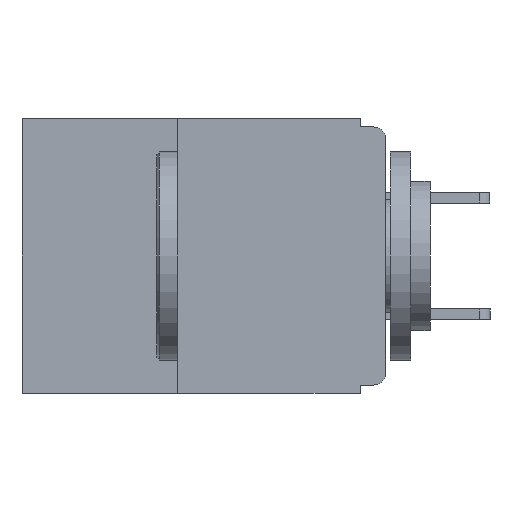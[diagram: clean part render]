
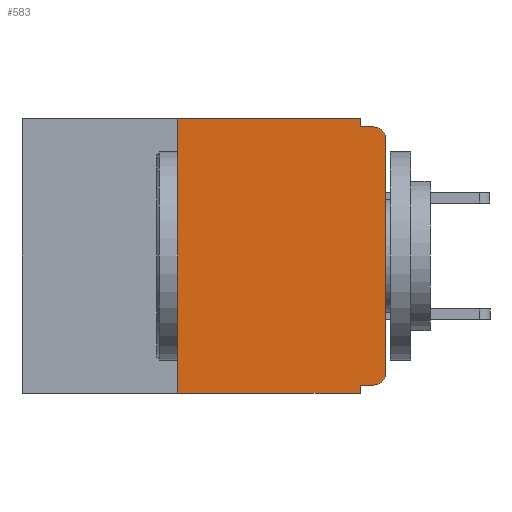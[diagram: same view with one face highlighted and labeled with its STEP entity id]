
A CAD part, left-side view. The second image highlights one B-rep face of the part: STEP entity #583.
In plain terms, the highlighted planar face has unit normal (-1, 0, 0).
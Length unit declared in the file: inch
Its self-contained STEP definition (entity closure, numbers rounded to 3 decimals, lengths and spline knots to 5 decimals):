
#460 = FACE_OUTER_BOUND ( 'NONE', #5572, .T. ) ;
#583 = ADVANCED_FACE ( 'NONE', ( #460 ), #15376, .F. ) ;
#2840 = EDGE_CURVE ( 'NONE', #30865, #8457, #16277, .T. ) ;
#3217 = VECTOR ( 'NONE', #25718, 39.37008 ) ;
#3511 = AXIS2_PLACEMENT_3D ( 'NONE', #11173, #29751, #13889 ) ;
#3637 = VECTOR ( 'NONE', #18836, 39.37008 ) ;
#3976 = CARTESIAN_POINT ( 'NONE',  ( 0., 0., 0. ) ) ;
#5299 = CARTESIAN_POINT ( 'NONE',  ( 0., 0.031, -0.33 ) ) ;
#5551 = CARTESIAN_POINT ( 'NONE',  ( 0., 0.031, -0.01 ) ) ;
#5572 = EDGE_LOOP ( 'NONE', ( #19042, #19438, #21504, #22763, #23058, #23233, #24031, #24540, #24967, #26387 ) ) ;
#7569 = VERTEX_POINT ( 'NONE', #9703 ) ;
#8159 = DIRECTION ( 'NONE',  ( 0., -1., 0. ) ) ;
#8206 = EDGE_CURVE ( 'NONE', #21034, #12873, #23006, .T. ) ;
#8457 = VERTEX_POINT ( 'NONE', #25776 ) ;
#8591 = CARTESIAN_POINT ( 'NONE',  ( 0., 0., -0.01 ) ) ;
#8844 = CARTESIAN_POINT ( 'NONE',  ( 0., 0.015, -0.025 ) ) ;
#9703 = CARTESIAN_POINT ( 'NONE',  ( 0., 0., -0.025 ) ) ;
#9971 = VERTEX_POINT ( 'NONE', #16356 ) ;
#10007 = CARTESIAN_POINT ( 'NONE',  ( 0., 0.015, -0.01 ) ) ;
#10145 = AXIS2_PLACEMENT_3D ( 'NONE', #8844, #27590, #11587 ) ;
#10296 = CIRCLE ( 'NONE', #10145, 0.015 ) ;
#10461 = VERTEX_POINT ( 'NONE', #15631 ) ;
#11054 = LINE ( 'NONE', #5299, #3637 ) ;
#11173 = CARTESIAN_POINT ( 'NONE',  ( 0., 0.015, -0.305 ) ) ;
#11344 = EDGE_CURVE ( 'NONE', #10461, #33677, #18142, .T. ) ;
#11587 = DIRECTION ( 'NONE',  ( 0., 0., -1. ) ) ;
#12530 = DIRECTION ( 'NONE',  ( 0., 1., 0. ) ) ;
#12873 = VERTEX_POINT ( 'NONE', #10007 ) ;
#13073 = CARTESIAN_POINT ( 'NONE',  ( 0., 0., -0.305 ) ) ;
#13889 = DIRECTION ( 'NONE',  ( 0., 0., -1. ) ) ;
#14850 = EDGE_CURVE ( 'NONE', #26807, #7569, #24937, .T. ) ;
#14894 = EDGE_CURVE ( 'NONE', #8457, #21034, #16992, .T. ) ;
#15336 = CARTESIAN_POINT ( 'NONE',  ( 0., 0.437, 0. ) ) ;
#15376 = PLANE ( 'NONE',  #20271 ) ;
#15453 = VECTOR ( 'NONE', #27643, 39.37008 ) ;
#15631 = CARTESIAN_POINT ( 'NONE',  ( 0., 0.25, -0.33 ) ) ;
#15724 = EDGE_CURVE ( 'NONE', #34034, #33677, #11054, .T. ) ;
#15838 = VECTOR ( 'NONE', #29945, 39.37008 ) ;
#16091 = EDGE_CURVE ( 'NONE', #9971, #34034, #33754, .T. ) ;
#16156 = VECTOR ( 'NONE', #31006, 39.37008 ) ;
#16211 = DIRECTION ( 'NONE',  ( 1., 0., 0. ) ) ;
#16277 = LINE ( 'NONE', #31486, #15453 ) ;
#16356 = CARTESIAN_POINT ( 'NONE',  ( 0., 0.015, -0.32 ) ) ;
#16389 = CARTESIAN_POINT ( 'NONE',  ( 0., 0.437, -0.33 ) ) ;
#16584 = DIRECTION ( 'NONE',  ( 0., 0., 1. ) ) ;
#16992 = LINE ( 'NONE', #28420, #16156 ) ;
#17149 = DIRECTION ( 'NONE',  ( 0., 0., -1. ) ) ;
#18142 = LINE ( 'NONE', #16389, #25213 ) ;
#18836 = DIRECTION ( 'NONE',  ( 0., 0., -1. ) ) ;
#19042 = ORIENTED_EDGE ( 'NONE', *, *, #14850, .T. ) ;
#19438 = ORIENTED_EDGE ( 'NONE', *, *, #30321, .T. ) ;
#20271 = AXIS2_PLACEMENT_3D ( 'NONE', #15336, #16211, #17149 ) ;
#21034 = VERTEX_POINT ( 'NONE', #5551 ) ;
#21504 = ORIENTED_EDGE ( 'NONE', *, *, #8206, .F. ) ;
#21821 = CIRCLE ( 'NONE', #3511, 0.015 ) ;
#21852 = CARTESIAN_POINT ( 'NONE',  ( 0., 0.031, -0.32 ) ) ;
#22212 = CARTESIAN_POINT ( 'NONE',  ( 0., 0.25, 0. ) ) ;
#22763 = ORIENTED_EDGE ( 'NONE', *, *, #14894, .F. ) ;
#23006 = LINE ( 'NONE', #8591, #15838 ) ;
#23058 = ORIENTED_EDGE ( 'NONE', *, *, #2840, .F. ) ;
#23233 = ORIENTED_EDGE ( 'NONE', *, *, #25693, .F. ) ;
#24031 = ORIENTED_EDGE ( 'NONE', *, *, #11344, .T. ) ;
#24540 = ORIENTED_EDGE ( 'NONE', *, *, #15724, .F. ) ;
#24937 = LINE ( 'NONE', #3976, #3217 ) ;
#24967 = ORIENTED_EDGE ( 'NONE', *, *, #16091, .F. ) ;
#25213 = VECTOR ( 'NONE', #8159, 39.37008 ) ;
#25693 = EDGE_CURVE ( 'NONE', #10461, #30865, #28004, .T. ) ;
#25718 = DIRECTION ( 'NONE',  ( 0., 0., 1. ) ) ;
#25776 = CARTESIAN_POINT ( 'NONE',  ( 0., 0.031, 0. ) ) ;
#26387 = ORIENTED_EDGE ( 'NONE', *, *, #26984, .T. ) ;
#26807 = VERTEX_POINT ( 'NONE', #13073 ) ;
#26941 = VECTOR ( 'NONE', #12530, 39.37008 ) ;
#26984 = EDGE_CURVE ( 'NONE', #9971, #26807, #21821, .T. ) ;
#27590 = DIRECTION ( 'NONE',  ( -1., 0., 0. ) ) ;
#27643 = DIRECTION ( 'NONE',  ( 0., -1., 0. ) ) ;
#28004 = LINE ( 'NONE', #29724, #33207 ) ;
#28420 = CARTESIAN_POINT ( 'NONE',  ( 0., 0.031, 0. ) ) ;
#28461 = CARTESIAN_POINT ( 'NONE',  ( 0., 0., -0.32 ) ) ;
#29724 = CARTESIAN_POINT ( 'NONE',  ( 0., 0.25, -0.33 ) ) ;
#29751 = DIRECTION ( 'NONE',  ( -1., 0., 0. ) ) ;
#29945 = DIRECTION ( 'NONE',  ( 0., -1., 0. ) ) ;
#30321 = EDGE_CURVE ( 'NONE', #7569, #12873, #10296, .T. ) ;
#30865 = VERTEX_POINT ( 'NONE', #22212 ) ;
#31006 = DIRECTION ( 'NONE',  ( 0., 0., -1. ) ) ;
#31486 = CARTESIAN_POINT ( 'NONE',  ( 0., 0.437, 0. ) ) ;
#33207 = VECTOR ( 'NONE', #16584, 39.37008 ) ;
#33570 = CARTESIAN_POINT ( 'NONE',  ( 0., 0.031, -0.33 ) ) ;
#33677 = VERTEX_POINT ( 'NONE', #33570 ) ;
#33754 = LINE ( 'NONE', #28461, #26941 ) ;
#34034 = VERTEX_POINT ( 'NONE', #21852 ) ;
